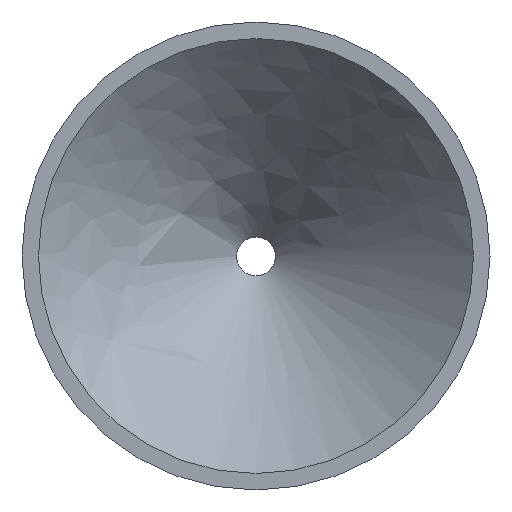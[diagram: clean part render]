
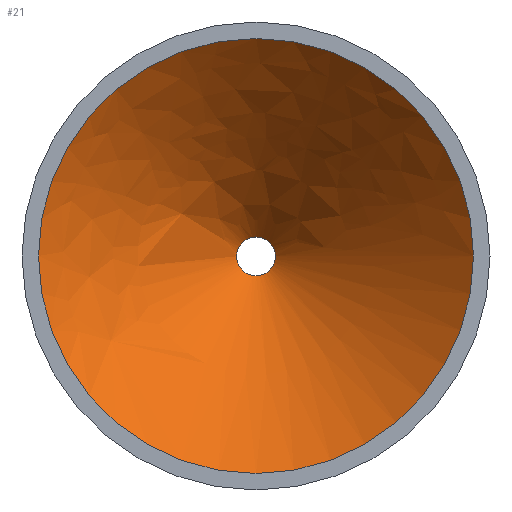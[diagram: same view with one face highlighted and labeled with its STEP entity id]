
A CAD part, top view. The second image highlights one B-rep face of the part: STEP entity #21.
In plain terms, the highlighted free-form (B-spline) face has degree [2, 1] with [9, 2] control points.
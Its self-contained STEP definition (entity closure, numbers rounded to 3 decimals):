
#21=ADVANCED_FACE('',(#44),#258,.T.);
#44=FACE_OUTER_BOUND('',#67,.T.);
#67=EDGE_LOOP('',(#99,#100,#101,#102));
#99=ORIENTED_EDGE('',*,*,#164,.F.);
#100=ORIENTED_EDGE('',*,*,#158,.T.);
#101=ORIENTED_EDGE('',*,*,#164,.T.);
#102=ORIENTED_EDGE('',*,*,#165,.F.);
#158=EDGE_CURVE('',#239,#239,#221,.T.);
#164=EDGE_CURVE('',#239,#242,#208,.T.);
#165=EDGE_CURVE('',#242,#242,#225,.T.);
#208=(
BOUNDED_CURVE()
B_SPLINE_CURVE(1,(#1833,#1834),.UNSPECIFIED.,.F.,.F.)
B_SPLINE_CURVE_WITH_KNOTS((2,2),(0.,36.097),.UNSPECIFIED.)
CURVE()
GEOMETRIC_REPRESENTATION_ITEM()
RATIONAL_B_SPLINE_CURVE((1.,1.))
REPRESENTATION_ITEM('')
);
#221=CIRCLE('',#379,2.5);
#225=CIRCLE('',#383,28.024);
#239=VERTEX_POINT('',#1804);
#242=VERTEX_POINT('',#1807);
#258=(
BOUNDED_SURFACE()
B_SPLINE_SURFACE(2,1,((#463,#464),(#465,#466),(#467,#468),(#469,#470),(#471,
#472),(#473,#474),(#475,#476),(#477,#478),(#479,#480)),.UNSPECIFIED.,.T.,
 .F.,.F.)
B_SPLINE_SURFACE_WITH_KNOTS((3,2,2,2,3),(2,2),(0.,3.927,7.854,
11.781,15.708),(0.,37.597),.UNSPECIFIED.)
GEOMETRIC_REPRESENTATION_ITEM()
RATIONAL_B_SPLINE_SURFACE(((1.,1.),(0.707,0.707),
(1.,1.),(0.707,0.707),(1.,1.),(0.707,
0.707),(1.,1.),(0.707,0.707),(1.,1.)))
REPRESENTATION_ITEM('')
SURFACE()
);
#379=AXIS2_PLACEMENT_3D($,#1825,#412,#413);
#383=AXIS2_PLACEMENT_3D($,#1835,#420,#421);
#412=DIRECTION('',(0.,0.,-1.));
#413=DIRECTION('',(1.,0.,0.));
#420=DIRECTION('',(0.,0.,-1.));
#421=DIRECTION('',(1.,0.,0.));
#463=CARTESIAN_POINT('',(2.5,0.,12.511));
#464=CARTESIAN_POINT('',(29.085,0.,39.096));
#465=CARTESIAN_POINT('',(2.5,-2.5,12.511));
#466=CARTESIAN_POINT('',(29.085,-29.085,39.096));
#467=CARTESIAN_POINT('',(0.,-2.5,12.511));
#468=CARTESIAN_POINT('',(0.,-29.085,39.096));
#469=CARTESIAN_POINT('',(-2.5,-2.5,12.511));
#470=CARTESIAN_POINT('',(-29.085,-29.085,39.096));
#471=CARTESIAN_POINT('',(-2.5,0.,12.511));
#472=CARTESIAN_POINT('',(-29.085,0.,39.096));
#473=CARTESIAN_POINT('',(-2.5,2.5,12.511));
#474=CARTESIAN_POINT('',(-29.085,29.085,39.096));
#475=CARTESIAN_POINT('',(0.,2.5,12.511));
#476=CARTESIAN_POINT('',(0.,29.085,39.096));
#477=CARTESIAN_POINT('',(2.5,2.5,12.511));
#478=CARTESIAN_POINT('',(29.085,29.085,39.096));
#479=CARTESIAN_POINT('',(2.5,0.,12.511));
#480=CARTESIAN_POINT('',(29.085,0.,39.096));
#1804=CARTESIAN_POINT('',(2.5,0.,12.511));
#1807=CARTESIAN_POINT('',(28.024,0.,38.035));
#1825=CARTESIAN_POINT('',(0.,0.,12.511));
#1833=CARTESIAN_POINT('',(2.5,0.,12.511));
#1834=CARTESIAN_POINT('',(28.024,0.,38.035));
#1835=CARTESIAN_POINT('',(0.,0.,38.035));
